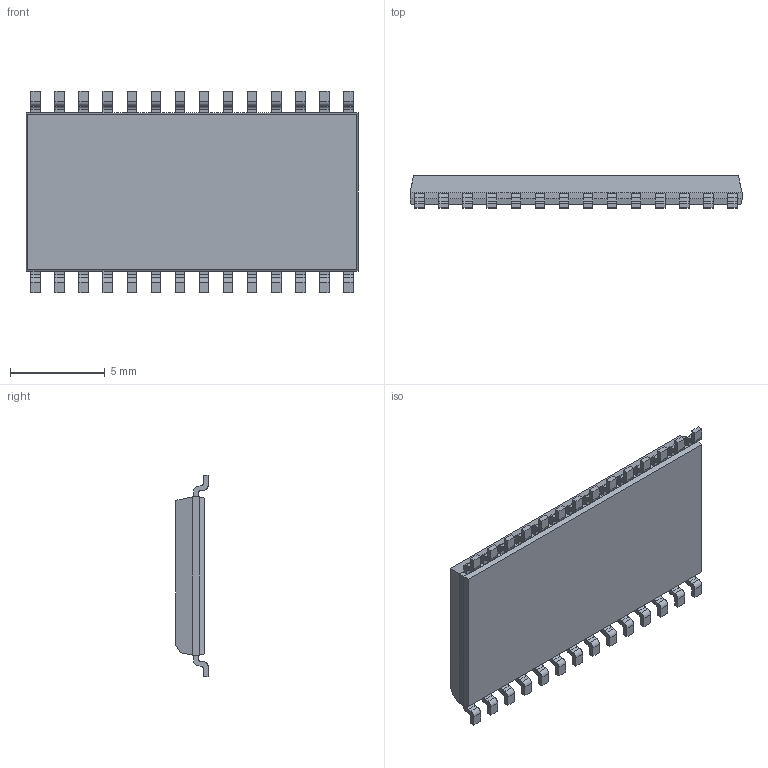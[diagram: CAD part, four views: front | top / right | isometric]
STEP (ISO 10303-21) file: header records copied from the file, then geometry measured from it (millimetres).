
FILE_DESCRIPTION (( 'STEP AP214' ), '1' );
FILE_NAME ('User Library-SOIC.STEP', '2018-11-07T20:06:33', ( '' ), ( '' ), 'SwSTEP 2.0', 'SolidWorks 2018', '' );
FILE_SCHEMA (( 'AUTOMOTIVE_DESIGN' ));
Length unit declared in the file: inch
Products named in the file (1): User Library-SOIC
Bounding box: 17.53 x 1.7 x 10.64 mm (x, y, z)
Volume: 223.2 mm3; surface area: 420.8 mm2
Topology: 1 solids, 1 shells, 382 faces, 1045 edges, 694 vertices
Faces by surface type: plane 268, cylinder 114
Entity records: 12288 total; most frequent: CARTESIAN_POINT 2122, ORIENTED_EDGE 2090, DIRECTION 2039, EDGE_CURVE 1045, LINE 817, VECTOR 817, VERTEX_POINT 694, AXIS2_PLACEMENT_3D 611
